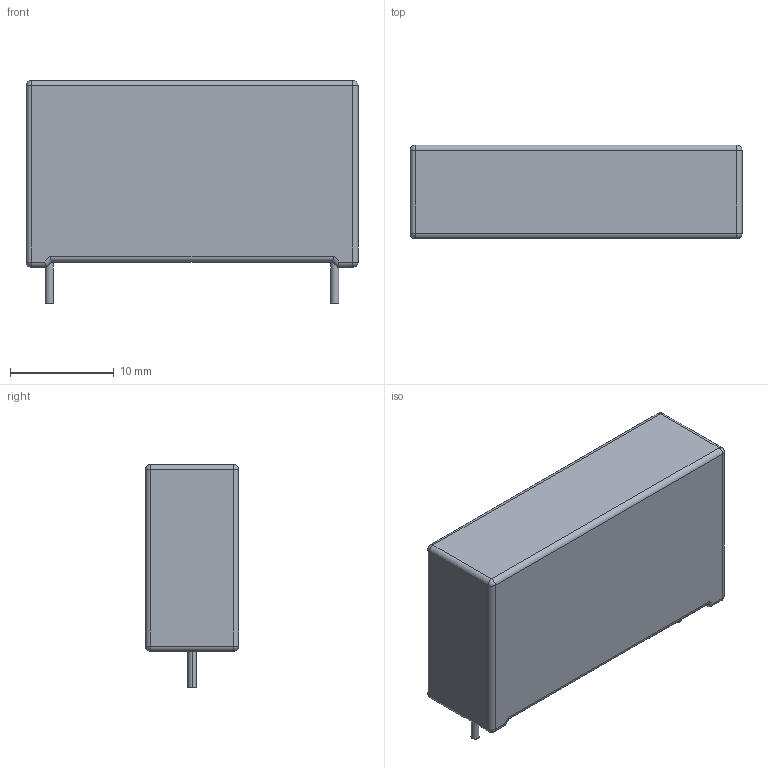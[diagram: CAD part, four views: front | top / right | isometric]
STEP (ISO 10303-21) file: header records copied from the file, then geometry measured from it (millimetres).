
FILE_DESCRIPTION (( 'STEP AP214' ), '1' );
FILE_NAME ('CAP-TH-L32x9x18-P27_5-D0_8.STEP', '2025-10-11T09:46:39', ( '' ), ( '' ), 'SwSTEP 2.0', 'SolidWorks 2020', '' );
FILE_SCHEMA (( 'AUTOMOTIVE_DESIGN' ));
Length unit declared in the file: millimetre
Products named in the file (2): CAP-TH-L32x9x18-P27_5-D0_8; CAP-TH_L32.0-W9.0-P27.50-D0.8~CAP-TH_L32.0-W9.0-P27.50-D0.8~HVfB^U1~CAP-TH_L32.0-W9.0-P27.50-D0.8~CAP-TH_L32.0-W9.0-P27.50-D0.8~HVfB_3D_PCB1_2025-10-11(2)_3D_PCB1_2025-10-11
Assembly tree (1 placements, depth 2):
  CAP-TH-L32x9x18-P27_5-D0_8
    CAP-TH_L32.0-W9.0-P27.50-D0.8~CAP-TH_L32.0-W9.0-P27.50-D0.8~HVfB^U1~CAP-TH_L32.0-W9.0-P27.50-D0.8~CAP-TH_L32.0-W9.0-P27.50-D0.8~HVfB_3D_PCB1_2025-10-11(2)_3D_PCB1_2025-10-11
Bounding box: 32 x 9 x 21.5 mm (x, y, z)
Volume: 4918.4 mm3; surface area: 2030.1 mm2
Topology: 1 solids, 1 shells, 274 faces, 725 edges, 466 vertices
Faces by surface type: plane 140, bspline 98, cylinder 28, sphere 8
Entity records: 9519 total; most frequent: CARTESIAN_POINT 2803, ORIENTED_EDGE 1434, DIRECTION 897, EDGE_CURVE 717, VECTOR 473, LINE 473, VERTEX_POINT 466, EDGE_LOOP 295
